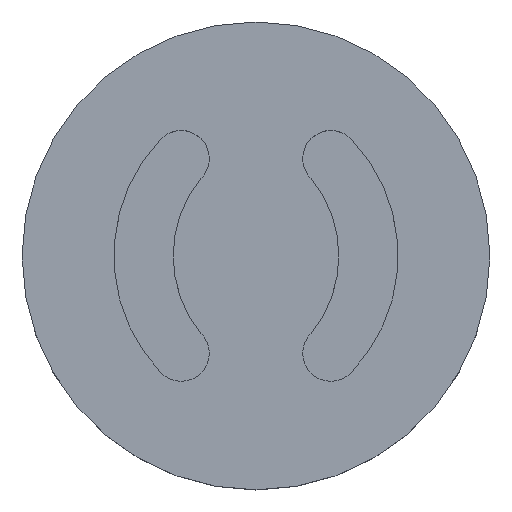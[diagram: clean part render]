
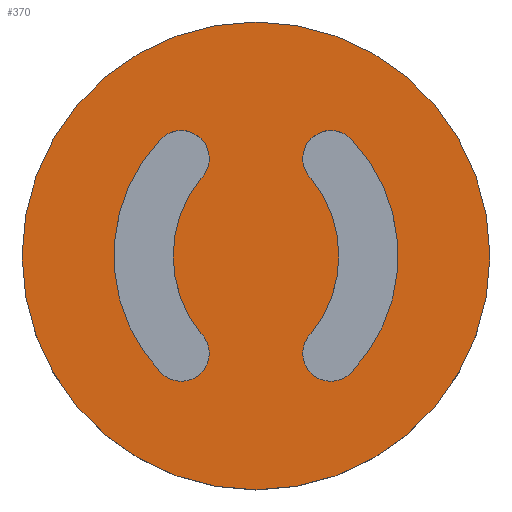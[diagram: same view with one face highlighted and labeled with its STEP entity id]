
A CAD part, top view. The second image highlights one B-rep face of the part: STEP entity #370.
In plain terms, the highlighted planar face has unit normal (0, 0, 1).
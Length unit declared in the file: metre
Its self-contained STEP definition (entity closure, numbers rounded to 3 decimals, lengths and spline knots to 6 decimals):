
#14=PLANE('',#412);
#99=ORIENTED_EDGE('',*,*,#201,.T.);
#100=ORIENTED_EDGE('',*,*,#202,.F.);
#101=ORIENTED_EDGE('',*,*,#203,.T.);
#102=ORIENTED_EDGE('',*,*,#204,.T.);
#103=ORIENTED_EDGE('',*,*,#205,.T.);
#104=ORIENTED_EDGE('',*,*,#206,.F.);
#105=ORIENTED_EDGE('',*,*,#207,.F.);
#106=ORIENTED_EDGE('',*,*,#208,.T.);
#107=ORIENTED_EDGE('',*,*,#209,.F.);
#201=EDGE_CURVE('',#251,#251,#279,.T.);
#202=EDGE_CURVE('',#252,#253,#280,.T.);
#203=EDGE_CURVE('',#252,#254,#281,.T.);
#204=EDGE_CURVE('',#254,#255,#282,.T.);
#205=EDGE_CURVE('',#255,#253,#283,.T.);
#206=EDGE_CURVE('',#256,#257,#284,.T.);
#207=EDGE_CURVE('',#258,#256,#285,.T.);
#208=EDGE_CURVE('',#258,#259,#286,.T.);
#209=EDGE_CURVE('',#257,#259,#287,.T.);
#251=VERTEX_POINT('',#612);
#252=VERTEX_POINT('',#614);
#253=VERTEX_POINT('',#615);
#254=VERTEX_POINT('',#617);
#255=VERTEX_POINT('',#619);
#256=VERTEX_POINT('',#622);
#257=VERTEX_POINT('',#623);
#258=VERTEX_POINT('',#625);
#259=VERTEX_POINT('',#627);
#279=CIRCLE('',#413,0.0125);
#280=CIRCLE('',#414,0.0065);
#281=CIRCLE('',#415,0.0015);
#282=CIRCLE('',#416,0.009);
#283=CIRCLE('',#417,0.0015);
#284=CIRCLE('',#418,0.009);
#285=CIRCLE('',#419,0.0015);
#286=CIRCLE('',#420,0.0065);
#287=CIRCLE('',#421,0.0015);
#301=EDGE_LOOP('',(#99));
#302=EDGE_LOOP('',(#100,#101,#102,#103));
#303=EDGE_LOOP('',(#104,#105,#106,#107));
#331=FACE_BOUND('',#301,.T.);
#332=FACE_BOUND('',#302,.T.);
#333=FACE_BOUND('',#303,.T.);
#370=ADVANCED_FACE('',(#331,#332,#333),#14,.T.);
#412=AXIS2_PLACEMENT_3D('',#610,#479,#480);
#413=AXIS2_PLACEMENT_3D('',#611,#481,#482);
#414=AXIS2_PLACEMENT_3D('',#613,#483,#484);
#415=AXIS2_PLACEMENT_3D('',#616,#485,#486);
#416=AXIS2_PLACEMENT_3D('',#618,#487,#488);
#417=AXIS2_PLACEMENT_3D('',#620,#489,#490);
#418=AXIS2_PLACEMENT_3D('',#621,#491,#492);
#419=AXIS2_PLACEMENT_3D('',#624,#493,#494);
#420=AXIS2_PLACEMENT_3D('',#626,#495,#496);
#421=AXIS2_PLACEMENT_3D('',#628,#497,#498);
#479=DIRECTION('',(0.,0.,1.));
#480=DIRECTION('',(1.,0.,0.));
#481=DIRECTION('',(0.,0.,1.));
#482=DIRECTION('',(1.,0.,0.));
#483=DIRECTION('',(0.,0.,-1.));
#484=DIRECTION('',(1.,0.,0.));
#485=DIRECTION('',(0.,0.,-1.));
#486=DIRECTION('',(1.,0.,0.));
#487=DIRECTION('',(0.,0.,-1.));
#488=DIRECTION('',(1.,0.,0.));
#489=DIRECTION('',(0.,0.,-1.));
#490=DIRECTION('',(1.,0.,0.));
#491=DIRECTION('',(0.,0.,1.));
#492=DIRECTION('',(1.,0.,0.));
#493=DIRECTION('',(0.,0.,1.));
#494=DIRECTION('',(1.,0.,0.));
#495=DIRECTION('',(0.,0.,1.));
#496=DIRECTION('',(1.,0.,0.));
#497=DIRECTION('',(0.,0.,1.));
#498=DIRECTION('',(1.,0.,0.));
#610=CARTESIAN_POINT('',(0.,0.,0.));
#611=CARTESIAN_POINT('',(0.,0.,0.));
#612=CARTESIAN_POINT('',(0.0125,0.,0.));
#613=CARTESIAN_POINT('',(-0.002072,0.,0.));
#614=CARTESIAN_POINT('',(0.002939,0.004139,0.));
#615=CARTESIAN_POINT('',(0.002939,-0.004139,0.));
#616=CARTESIAN_POINT('',(0.004,0.0052,0.));
#617=CARTESIAN_POINT('',(0.005101,0.006219,0.));
#618=CARTESIAN_POINT('',(-0.001405,0.,0.));
#619=CARTESIAN_POINT('',(0.005061,-0.006261,0.));
#620=CARTESIAN_POINT('',(0.004,-0.0052,0.));
#621=CARTESIAN_POINT('',(0.001405,0.,0.));
#622=CARTESIAN_POINT('',(-0.005101,0.006219,0.));
#623=CARTESIAN_POINT('',(-0.005061,-0.006261,0.));
#624=CARTESIAN_POINT('',(-0.004,0.0052,0.));
#625=CARTESIAN_POINT('',(-0.002939,0.004139,0.));
#626=CARTESIAN_POINT('',(0.002072,0.,0.));
#627=CARTESIAN_POINT('',(-0.002939,-0.004139,0.));
#628=CARTESIAN_POINT('',(-0.004,-0.0052,0.));
